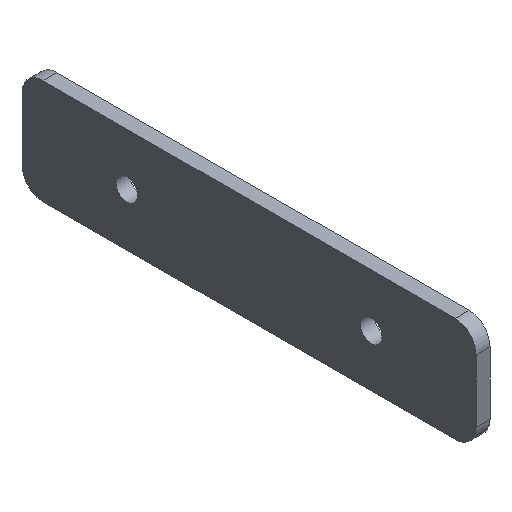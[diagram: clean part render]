
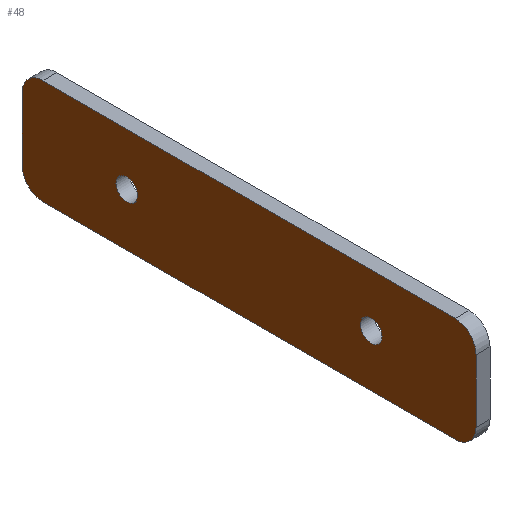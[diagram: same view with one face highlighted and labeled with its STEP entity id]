
A CAD part, isometric view. The second image highlights one B-rep face of the part: STEP entity #48.
In plain terms, the highlighted planar face has unit normal (-1, 0, 0).
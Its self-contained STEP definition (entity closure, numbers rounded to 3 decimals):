
#48=ADVANCED_FACE('',(#156,#158,#160),#162,.F.);
#156=FACE_BOUND('',#157,.T.);
#157=EDGE_LOOP('',(#252,#253,#254,#255,#256,#257,#258,#259));
#158=FACE_BOUND('',#159,.T.);
#159=EDGE_LOOP('',(#260));
#160=FACE_BOUND('',#161,.T.);
#161=EDGE_LOOP('',(#261));
#162=PLANE('',#163);
#163=AXIS2_PLACEMENT_3D('',#164,#165,#166);
#164=CARTESIAN_POINT('',(0.,0.,0.));
#165=DIRECTION('',(1.,0.,0.));
#166=DIRECTION('',(0.,1.,0.));
#252=ORIENTED_EDGE('',*,*,#308,.F.);
#253=ORIENTED_EDGE('',*,*,#309,.F.);
#254=ORIENTED_EDGE('',*,*,#310,.F.);
#255=ORIENTED_EDGE('',*,*,#311,.F.);
#256=ORIENTED_EDGE('',*,*,#312,.F.);
#257=ORIENTED_EDGE('',*,*,#313,.F.);
#258=ORIENTED_EDGE('',*,*,#314,.F.);
#259=ORIENTED_EDGE('',*,*,#315,.F.);
#260=ORIENTED_EDGE('',*,*,#316,.T.);
#261=ORIENTED_EDGE('',*,*,#317,.T.);
#308=EDGE_CURVE('',#336,#337,#338,.T.);
#309=EDGE_CURVE('',#339,#336,#340,.T.);
#310=EDGE_CURVE('',#341,#339,#342,.T.);
#311=EDGE_CURVE('',#343,#341,#344,.T.);
#312=EDGE_CURVE('',#345,#343,#346,.T.);
#313=EDGE_CURVE('',#347,#345,#348,.T.);
#314=EDGE_CURVE('',#349,#347,#350,.T.);
#315=EDGE_CURVE('',#337,#349,#351,.T.);
#316=EDGE_CURVE('',#352,#352,#353,.T.);
#317=EDGE_CURVE('',#354,#354,#355,.T.);
#336=VERTEX_POINT('',#384);
#337=VERTEX_POINT('',#385);
#338=LINE('',#386,#387);
#339=VERTEX_POINT('',#389);
#340=CIRCLE('',#390,3.);
#341=VERTEX_POINT('',#394);
#342=LINE('',#395,#396);
#343=VERTEX_POINT('',#398);
#344=CIRCLE('',#399,3.);
#345=VERTEX_POINT('',#403);
#346=LINE('',#404,#405);
#347=VERTEX_POINT('',#407);
#348=CIRCLE('',#408,3.);
#349=VERTEX_POINT('',#412);
#350=LINE('',#413,#414);
#351=CIRCLE('',#416,3.);
#352=VERTEX_POINT('',#420);
#353=CIRCLE('',#421,1.55);
#354=VERTEX_POINT('',#425);
#355=CIRCLE('',#426,1.55);
#384=CARTESIAN_POINT('',(0.,29.5,7.5));
#385=CARTESIAN_POINT('',(0.,-29.5,7.5));
#386=CARTESIAN_POINT('',(0.,29.5,7.5));
#387=VECTOR('',#388,1.);
#388=DIRECTION('',(0.,-1.,0.));
#389=CARTESIAN_POINT('',(0.,32.5,4.5));
#390=AXIS2_PLACEMENT_3D('',#391,#392,#393);
#391=CARTESIAN_POINT('',(0.,29.5,4.5));
#392=DIRECTION('',(1.,0.,0.));
#393=DIRECTION('',(0.,1.,0.));
#394=CARTESIAN_POINT('',(0.,32.5,-4.5));
#395=CARTESIAN_POINT('',(0.,32.5,-4.5));
#396=VECTOR('',#397,1.);
#397=DIRECTION('',(0.,0.,1.));
#398=CARTESIAN_POINT('',(0.,29.5,-7.5));
#399=AXIS2_PLACEMENT_3D('',#400,#401,#402);
#400=CARTESIAN_POINT('',(0.,29.5,-4.5));
#401=DIRECTION('',(1.,0.,0.));
#402=DIRECTION('',(0.,0.,-1.));
#403=CARTESIAN_POINT('',(0.,-29.5,-7.5));
#404=CARTESIAN_POINT('',(0.,-29.5,-7.5));
#405=VECTOR('',#406,1.);
#406=DIRECTION('',(0.,1.,0.));
#407=CARTESIAN_POINT('',(0.,-32.5,-4.5));
#408=AXIS2_PLACEMENT_3D('',#409,#410,#411);
#409=CARTESIAN_POINT('',(0.,-29.5,-4.5));
#410=DIRECTION('',(1.,0.,0.));
#411=DIRECTION('',(0.,-1.,0.));
#412=CARTESIAN_POINT('',(0.,-32.5,4.5));
#413=CARTESIAN_POINT('',(0.,-32.5,4.5));
#414=VECTOR('',#415,1.);
#415=DIRECTION('',(0.,0.,-1.));
#416=AXIS2_PLACEMENT_3D('',#417,#418,#419);
#417=CARTESIAN_POINT('',(0.,-29.5,4.5));
#418=DIRECTION('',(1.,0.,0.));
#419=DIRECTION('',(0.,0.,1.));
#420=CARTESIAN_POINT('',(0.,-15.95,0.));
#421=AXIS2_PLACEMENT_3D('',#422,#423,#424);
#422=CARTESIAN_POINT('',(0.,-17.5,0.));
#423=DIRECTION('',(1.,0.,0.));
#424=DIRECTION('',(0.,1.,0.));
#425=CARTESIAN_POINT('',(0.,19.05,0.));
#426=AXIS2_PLACEMENT_3D('',#427,#428,#429);
#427=CARTESIAN_POINT('',(0.,17.5,0.));
#428=DIRECTION('',(1.,0.,0.));
#429=DIRECTION('',(0.,1.,0.));
